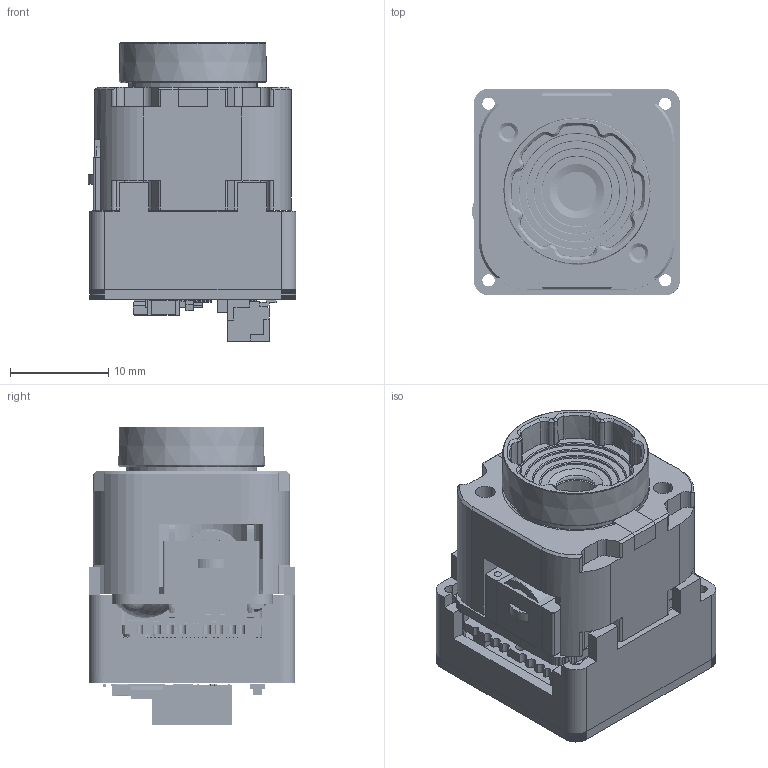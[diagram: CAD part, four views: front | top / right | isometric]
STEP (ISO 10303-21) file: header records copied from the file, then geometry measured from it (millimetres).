
FILE_DESCRIPTION(/* description */ ('','CAx-IF Rec.Pracs.---Representation and Presentation of Product Manufacturing Information (PMI)---4.0---2014-10-13'),/* implementation_level */ '2;1');
FILE_NAME(/* name */ 'assembly (back plate) v1.step',/* time_stamp */ '2025-01-08T15:52:17-05:00',/* author */ (''),/* organization */ (''),/* preprocessor_version */ 'ST-DEVELOPER v20',/* originating_system */ 'Autodesk Translation Framework v13.20.0.188',/* authorisation */ '');
FILE_SCHEMA (('AP242_MANAGED_MODEL_BASED_3D_ENGINEERING_MIM_LF { 1 0 10303 442 1 1 4 }'));
Products named in the file (115): assembly (no back plate); Seek_Coprocessor_pcb 1; MX25L3233FZNI-08G; MX25V1635FZNQ; XRCGB24M000F0L00R0; XRCGB27M000F2P00R0; TFBGA100_SOT926-1_NXP; part; DF40C-80DP-0.4V_51_; df40c-80dp-0_4v_51_; DF40C(2.0)-24DS-0.4V; DF40C(2.0)-24DS-0.4V_1; L_0402_1005Metric; L_0402_1005Metric_1; TPS62590DRVR; DRV6; C_0402_1005Metric; C_0402_1005Metric_1; BLA2ABD121SN4D; BLA2AAG601SN4D; C_0201_0603Metric; C_0201_0603Metric_1; MLZ2012M2R2HT000; MLZ2012DR47DT000; R_0201_0603Metric; R_0201_0603Metric_1; Seek_Coprocessor PCB; seek adapter, housing; 2471 REV2 CORE, 320x240, 57HFOV, 9 Hz, ST_CUSTOMER; OPTICAL_ASSY_J2X_J3X_4.0f-1.0_4.0f-1.2_9.1f-1.0_6.5f-x.x_CUSTOMER STE
P_1954; 1455 HOUSING LENS 9.1mm_CUSTOMER STEP_1903; 1546_REV_3_CAP,_4.0_F1.0_LENS_CUSTOMER STEP_1546; 1924 DRIVE SCREW 00 X .25 SS; MOUNT-TO-CAP ADHESIVE_1; U1-subassembly-1_CUSTOMER STEP; 808 - Assy, Shutter, QVGA-1; 808 - Assy, Shutter, QVGA-2; 808 - Assy, Shutter, QVGA-3; 808 - Assy, Shutter, QVGA-4; 808 - Assy, Shutter, QVGA-6 ...
Assembly tree (164 placements, depth 6):
  assembly (no back plate)
    Seek_Coprocessor_pcb 1
      MX25L3233FZNI-08G
        MX25V1635FZNQ
      L_0402_1005Metric  x3
        L_0402_1005Metric_1
      R_0201_0603Metric  x13
        R_0201_0603Metric_1
      XRCGB24M000F0L00R0
        XRCGB27M000F2P00R0
      C_0201_0603Metric  x13
        C_0201_0603Metric_1
      TFBGA100_SOT926-1_NXP
        part
      DF40C-80DP-0.4V_51_
        df40c-80dp-0_4v_51_
      DF40C(2.0)-24DS-0.4V
        DF40C(2.0)-24DS-0.4V_1
      TPS62590DRVR
        DRV6
      C_0402_1005Metric  x2
        C_0402_1005Metric_1
      BLA2ABD121SN4D  x2
        BLA2AAG601SN4D
      MLZ2012M2R2HT000
        MLZ2012DR47DT000
      Seek_Coprocessor PCB
    seek adapter, housing
    2471 REV2 CORE, 320x240, 57HFOV, 9 Hz, ST_CUSTOMER
      OPTICAL_ASSY_J2X_J3X_4.0f-1.0_4.0f-1.2_9.1f-1.0_6.5f-x.x_CUSTOMER STE
P_1954
        1455 HOUSING LENS 9.1mm_CUSTOMER STEP_1903
        1546_REV_3_CAP,_4.0_F1.0_LENS_CUSTOMER STEP_1546
      1924 DRIVE SCREW 00 X .25 SS  x2
      MOUNT-TO-CAP ADHESIVE_1  x2
      U1-subassembly-1_CUSTOMER STEP
        808 - Assy, Shutter, QVGA-1
        808 - Assy, Shutter, QVGA-2
        808 - Assy, Shutter, QVGA-3
        808 - Assy, Shutter, QVGA-4
        808 - Assy, Shutter, QVGA-6
        808 - Assy, Shutter, QVGA-7
      1922-2009-1887_REV3_CUSTOMER STEP_1922
        R7-1
          6016667648-1
            Extruded-9
        C10-1
          6016668224-1
            Extruded-10
        U3-1
          6065832768-1
            Extruded-12
        P3-1
          DF40C-24DP-1
        R2-1
          6016667456-1
            Extruded-13
        C6-1
          6016667648-1
            Extruded-9
        C4-1
Bounding box: 21.18 x 21 x 30.38 mm (x, y, z)
Volume: 6106.4 mm3; surface area: 10441.1 mm2
Topology: 262 solids, 262 shells, 7535 faces, 20377 edges, 13429 vertices
Faces by surface type: plane 5001, cylinder 2116, cone 192, sphere 134, bspline 52, torus 40
Full cylindrical faces by diameter (mm): 0.11 x2, 0.3 x2, 0.375 x2, 0.455 x1, 0.5 x4, 0.8 x2, 1.016 x2, 1.08 x1, 1.25 x52, 1.27 x4, 1.321 x2, 1.5 x1, 1.55 x2, 1.72 x1, 1.75 x1, 1.8 x4, 1.994 x2, 3.3 x1, 4.5 x1, 6.3 x1, 9.548 x1, 9.549 x1, 13.549 x1
Entity records: 215713 total; most frequent: CARTESIAN_POINT 46465, ORIENTED_EDGE 34738, DIRECTION 34374, EDGE_CURVE 17369, LINE 13104, VECTOR 13104, VERTEX_POINT 11610, AXIS2_PLACEMENT_3D 10635
